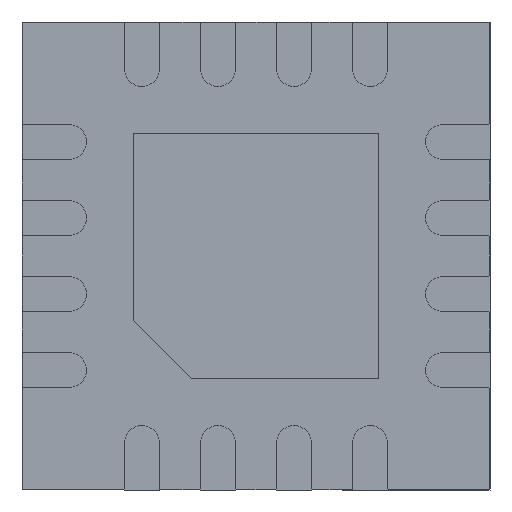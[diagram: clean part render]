
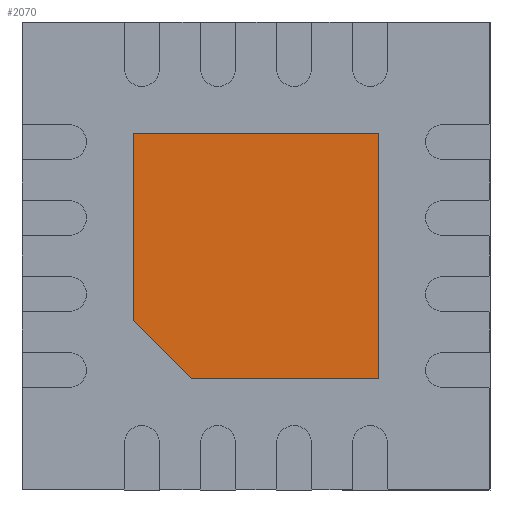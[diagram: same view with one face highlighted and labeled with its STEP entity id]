
A CAD part, front view. The second image highlights one B-rep face of the part: STEP entity #2070.
In plain terms, the highlighted planar face has unit normal (0, -1, 0).
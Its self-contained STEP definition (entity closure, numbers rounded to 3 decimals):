
#94 = EDGE_CURVE ( 'NONE', #4474, #2053, #3232, .T. ) ;
#217 = LINE ( 'NONE', #2013, #3059 ) ;
#336 = VECTOR ( 'NONE', #3122, 1000. ) ;
#435 = DIRECTION ( 'NONE',  ( 0., 1., 0. ) ) ;
#477 = LINE ( 'NONE', #4953, #5303 ) ;
#499 = ORIENTED_EDGE ( 'NONE', *, *, #94, .F. ) ;
#524 = EDGE_CURVE ( 'NONE', #2053, #3371, #477, .T. ) ;
#742 = DIRECTION ( 'NONE',  ( -0.707, 0., 0.707 ) ) ;
#865 = CARTESIAN_POINT ( 'NONE',  ( -0.55, 0., -1.05 ) ) ;
#1312 = LINE ( 'NONE', #865, #336 ) ;
#1372 = CARTESIAN_POINT ( 'NONE',  ( 0., 0., 0. ) ) ;
#1414 = VERTEX_POINT ( 'NONE', #4200 ) ;
#1660 = VECTOR ( 'NONE', #5030, 1000. ) ;
#1663 = ORIENTED_EDGE ( 'NONE', *, *, #2911, .F. ) ;
#1729 = AXIS2_PLACEMENT_3D ( 'NONE', #1372, #435, #5481 ) ;
#1753 = ORIENTED_EDGE ( 'NONE', *, *, #524, .F. ) ;
#2013 = CARTESIAN_POINT ( 'NONE',  ( -1.05, 0., -0.55 ) ) ;
#2053 = VERTEX_POINT ( 'NONE', #2682 ) ;
#2070 = ADVANCED_FACE ( 'NONE', ( #3692 ), #4025, .F. ) ;
#2218 = EDGE_CURVE ( 'NONE', #4384, #4474, #217, .T. ) ;
#2279 = CARTESIAN_POINT ( 'NONE',  ( -1.05, 0., 1.05 ) ) ;
#2682 = CARTESIAN_POINT ( 'NONE',  ( -1.05, 0., 1.05 ) ) ;
#2699 = DIRECTION ( 'NONE',  ( 1., 0., 0. ) ) ;
#2911 = EDGE_CURVE ( 'NONE', #1414, #4384, #1312, .T. ) ;
#3059 = VECTOR ( 'NONE', #742, 1000. ) ;
#3122 = DIRECTION ( 'NONE',  ( -1., 0., 0. ) ) ;
#3232 = LINE ( 'NONE', #2279, #4728 ) ;
#3371 = VERTEX_POINT ( 'NONE', #3776 ) ;
#3639 = EDGE_CURVE ( 'NONE', #3371, #1414, #4182, .T. ) ;
#3692 = FACE_OUTER_BOUND ( 'NONE', #4022, .T. ) ;
#3726 = CARTESIAN_POINT ( 'NONE',  ( -0.55, 0., -1.05 ) ) ;
#3776 = CARTESIAN_POINT ( 'NONE',  ( 1.05, 0., 1.05 ) ) ;
#4022 = EDGE_LOOP ( 'NONE', ( #4033, #1753, #499, #4463, #1663 ) ) ;
#4025 = PLANE ( 'NONE',  #1729 ) ;
#4033 = ORIENTED_EDGE ( 'NONE', *, *, #3639, .F. ) ;
#4100 = DIRECTION ( 'NONE',  ( 0., 0., 1. ) ) ;
#4182 = LINE ( 'NONE', #5470, #1660 ) ;
#4200 = CARTESIAN_POINT ( 'NONE',  ( 1.05, 0., -1.05 ) ) ;
#4384 = VERTEX_POINT ( 'NONE', #3726 ) ;
#4463 = ORIENTED_EDGE ( 'NONE', *, *, #2218, .F. ) ;
#4474 = VERTEX_POINT ( 'NONE', #4725 ) ;
#4725 = CARTESIAN_POINT ( 'NONE',  ( -1.05, 0., -0.55 ) ) ;
#4728 = VECTOR ( 'NONE', #4100, 1000. ) ;
#4953 = CARTESIAN_POINT ( 'NONE',  ( 1.05, 0., 1.05 ) ) ;
#5030 = DIRECTION ( 'NONE',  ( 0., 0., -1. ) ) ;
#5303 = VECTOR ( 'NONE', #2699, 1000. ) ;
#5470 = CARTESIAN_POINT ( 'NONE',  ( 1.05, 0., -1.05 ) ) ;
#5481 = DIRECTION ( 'NONE',  ( 0., 0., 1. ) ) ;
